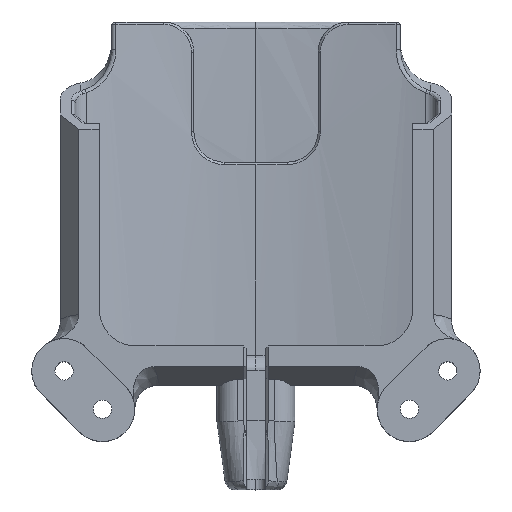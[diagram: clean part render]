
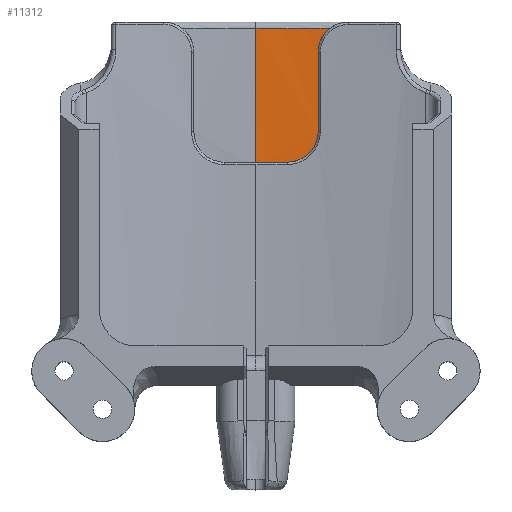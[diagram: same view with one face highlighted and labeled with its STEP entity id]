
A CAD part, top view. The second image highlights one B-rep face of the part: STEP entity #11312.
In plain terms, the highlighted cylindrical face has radius 142.96 mm (diameter 285.92 mm), a partial arc.
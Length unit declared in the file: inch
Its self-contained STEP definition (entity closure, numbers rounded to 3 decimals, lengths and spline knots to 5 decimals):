
#32 = ORIENTED_EDGE ( 'NONE', *, *, #4731, .T. ) ;
#60 = CARTESIAN_POINT ( 'NONE',  ( 0.56196, 2.76289, -0.71688 ) ) ;
#218 = ORIENTED_EDGE ( 'NONE', *, *, #15384, .T. ) ;
#235 = ORIENTED_EDGE ( 'NONE', *, *, #4987, .T. ) ;
#285 = ORIENTED_EDGE ( 'NONE', *, *, #16310, .T. ) ;
#563 = CARTESIAN_POINT ( 'NONE',  ( 0.26, 1.71, -0.73899 ) ) ;
#882 = VERTEX_POINT ( 'NONE', #11210 ) ;
#1488 = CARTESIAN_POINT ( 'NONE',  ( 0.54559, 2.73892, -0.7185 ) ) ;
#1782 = DIRECTION ( 'NONE',  ( 0., 1., 0. ) ) ;
#2294 = DIRECTION ( 'NONE',  ( 0., 0., -1. ) ) ;
#2571 = DIRECTION ( 'NONE',  ( 0., 0., -1. ) ) ;
#3339 = CARTESIAN_POINT ( 'NONE',  ( 0.61, 2.81, -0.71185 ) ) ;
#3358 = CARTESIAN_POINT ( 'NONE',  ( 0.59459, 2.79844, -0.71353 ) ) ;
#3362 = CARTESIAN_POINT ( 'NONE',  ( 0.58064, 2.78524, -0.71498 ) ) ;
#3400 = CARTESIAN_POINT ( 'NONE',  ( 0.54079, 2.73058, -0.71896 ) ) ;
#3426 = CARTESIAN_POINT ( 'NONE',  ( 0.52785, 2.70476, -0.7202 ) ) ;
#3440 = CARTESIAN_POINT ( 'NONE',  ( 0.52113, 2.68623, -0.72082 ) ) ;
#3448 = CARTESIAN_POINT ( 'NONE',  ( 0.51226, 2.64868, -0.72164 ) ) ;
#3481 = CARTESIAN_POINT ( 'NONE',  ( 0.51, 2.61, -0.72185 ) ) ;
#3497 = CARTESIAN_POINT ( 'NONE',  ( 0.51, 2.62953, -0.72185 ) ) ;
#3679 = EDGE_LOOP ( 'NONE', ( #285, #235, #218, #32, #14275, #9693 ) ) ;
#3867 = VECTOR ( 'NONE', #9594, 39.37008 ) ;
#4139 = VERTEX_POINT ( 'NONE', #16151 ) ;
#4731 = EDGE_CURVE ( 'NONE', #10355, #5271, #13719, .T. ) ;
#4987 = EDGE_CURVE ( 'NONE', #882, #17190, #9126, .T. ) ;
#5271 = VERTEX_POINT ( 'NONE', #10134 ) ;
#5477 = EDGE_CURVE ( 'NONE', #5271, #4139, #5914, .T. ) ;
#5690 = AXIS2_PLACEMENT_3D ( 'NONE', #13124, #1782, #10366 ) ;
#5914 = LINE ( 'NONE', #9664, #3867 ) ;
#5936 = AXIS2_PLACEMENT_3D ( 'NONE', #16696, #15276, #2571 ) ;
#6114 = FACE_OUTER_BOUND ( 'NONE', #3679, .T. ) ;
#6447 = CIRCLE ( 'NONE', #17644, 5.62834 ) ;
#8035 = EDGE_CURVE ( 'NONE', #4139, #8926, #9607, .T. ) ;
#8926 = VERTEX_POINT ( 'NONE', #16860 ) ;
#9126 = LINE ( 'NONE', #12071, #13079 ) ;
#9457 = CARTESIAN_POINT ( 'NONE',  ( 0., 1.71, 4.88334 ) ) ;
#9594 = DIRECTION ( 'NONE',  ( 0., 1., 0. ) ) ;
#9607 = B_SPLINE_CURVE_WITH_KNOTS ( 'NONE', 3,
 ( #3481, #3497, #3448, #3440, #3426, #3400, #1488, #10066, #60, #3362, #3358, #3339 ),
 .UNSPECIFIED., .F., .F.,
 ( 4, 2, 2, 2, 2, 4 ),
 ( 0., 0.00147, 0.00293, 0.00367, 0.0044, 0.00587 ),
 .UNSPECIFIED. ) ;
#9664 = CARTESIAN_POINT ( 'NONE',  ( 0.51, 5.76, -0.72185 ) ) ;
#9693 = ORIENTED_EDGE ( 'NONE', *, *, #8035, .T. ) ;
#10066 = CARTESIAN_POINT ( 'NONE',  ( 0.55615, 2.75505, -0.71746 ) ) ;
#10134 = CARTESIAN_POINT ( 'NONE',  ( 0.51, 1.96, -0.72185 ) ) ;
#10355 = VERTEX_POINT ( 'NONE', #563 ) ;
#10366 = DIRECTION ( 'NONE',  ( 0., 0., -1. ) ) ;
#10890 = DIRECTION ( 'NONE',  ( 0., -1., 0. ) ) ;
#11210 = CARTESIAN_POINT ( 'NONE',  ( 0., 2.81, -0.745 ) ) ;
#11312 = ADVANCED_FACE ( 'NONE', ( #6114 ), #11379, .F. ) ;
#11379 = CYLINDRICAL_SURFACE ( 'NONE', #5936, 5.62834 ) ;
#11569 = CARTESIAN_POINT ( 'NONE',  ( 0., 1.71, -0.745 ) ) ;
#11656 = CIRCLE ( 'NONE', #5690, 5.62834 ) ;
#11857 = DIRECTION ( 'NONE',  ( 0., -1., 0. ) ) ;
#12071 = CARTESIAN_POINT ( 'NONE',  ( 0., 5.76, -0.745 ) ) ;
#12934 = CARTESIAN_POINT ( 'NONE',  ( 0.51, 1.96, -0.72185 ) ) ;
#12956 = CARTESIAN_POINT ( 'NONE',  ( 0.51, 1.94347, -0.72185 ) ) ;
#12974 = CARTESIAN_POINT ( 'NONE',  ( 0.50838, 1.92713, -0.72199 ) ) ;
#12996 = CARTESIAN_POINT ( 'NONE',  ( 0.50191, 1.89479, -0.72258 ) ) ;
#13009 = CARTESIAN_POINT ( 'NONE',  ( 0.4971, 1.87908, -0.72301 ) ) ;
#13031 = CARTESIAN_POINT ( 'NONE',  ( 0.48773, 1.85653, -0.72383 ) ) ;
#13045 = CARTESIAN_POINT ( 'NONE',  ( 0.48424, 1.84916, -0.72413 ) ) ;
#13052 = CARTESIAN_POINT ( 'NONE',  ( 0.47651, 1.83474, -0.72479 ) ) ;
#13079 = VECTOR ( 'NONE', #11857, 39.37008 ) ;
#13085 = CARTESIAN_POINT ( 'NONE',  ( 0.47225, 1.82764, -0.72516 ) ) ;
#13120 = CARTESIAN_POINT ( 'NONE',  ( 0.45853, 1.80718, -0.7263 ) ) ;
#13124 = CARTESIAN_POINT ( 'NONE',  ( 0., 2.81, 4.88334 ) ) ;
#13127 = CARTESIAN_POINT ( 'NONE',  ( 0.44818, 1.79461, -0.72714 ) ) ;
#13155 = CARTESIAN_POINT ( 'NONE',  ( 0.42512, 1.77158, -0.72893 ) ) ;
#13161 = CARTESIAN_POINT ( 'NONE',  ( 0.41226, 1.76104, -0.7299 ) ) ;
#13182 = CARTESIAN_POINT ( 'NONE',  ( 0.38511, 1.74294, -0.73183 ) ) ;
#13189 = CARTESIAN_POINT ( 'NONE',  ( 0.37076, 1.73528, -0.7328 ) ) ;
#13203 = CARTESIAN_POINT ( 'NONE',  ( 0.34808, 1.72589, -0.73423 ) ) ;
#13218 = CARTESIAN_POINT ( 'NONE',  ( 0.34028, 1.7231, -0.73471 ) ) ;
#13225 = CARTESIAN_POINT ( 'NONE',  ( 0.32459, 1.71835, -0.73564 ) ) ;
#13237 = CARTESIAN_POINT ( 'NONE',  ( 0.31668, 1.71637, -0.73609 ) ) ;
#13243 = CARTESIAN_POINT ( 'NONE',  ( 0.26, 1.71, -0.73899 ) ) ;
#13302 = CARTESIAN_POINT ( 'NONE',  ( 0.29274, 1.71162, -0.7374 ) ) ;
#13569 = CARTESIAN_POINT ( 'NONE',  ( 0.27651, 1.71, -0.73823 ) ) ;
#13719 = B_SPLINE_CURVE_WITH_KNOTS ( 'NONE', 3,
 ( #13243, #13569, #13302, #13237, #13225, #13218, #13203, #13189, #13182, #13161, #13155, #13127, #13120, #13085, #13052, #13045, #13031, #13009, #12996, #12974, #12956, #12934 ),
 .UNSPECIFIED., .F., .F.,
 ( 4, 2, 2, 2, 2, 2, 2, 2, 2, 2, 4 ),
 ( 0., 0.00124, 0.00186, 0.00248, 0.00372, 0.00497, 0.00621, 0.00683, 0.00745, 0.00869, 0.00993 ),
 .UNSPECIFIED. ) ;
#14275 = ORIENTED_EDGE ( 'NONE', *, *, #5477, .T. ) ;
#15276 = DIRECTION ( 'NONE',  ( 0., -1., 0. ) ) ;
#15384 = EDGE_CURVE ( 'NONE', #17190, #10355, #6447, .T. ) ;
#16151 = CARTESIAN_POINT ( 'NONE',  ( 0.51, 2.61, -0.72185 ) ) ;
#16310 = EDGE_CURVE ( 'NONE', #8926, #882, #11656, .T. ) ;
#16696 = CARTESIAN_POINT ( 'NONE',  ( 0., 5.76, 4.88334 ) ) ;
#16860 = CARTESIAN_POINT ( 'NONE',  ( 0.61, 2.81, -0.71185 ) ) ;
#17190 = VERTEX_POINT ( 'NONE', #11569 ) ;
#17644 = AXIS2_PLACEMENT_3D ( 'NONE', #9457, #10890, #2294 ) ;
